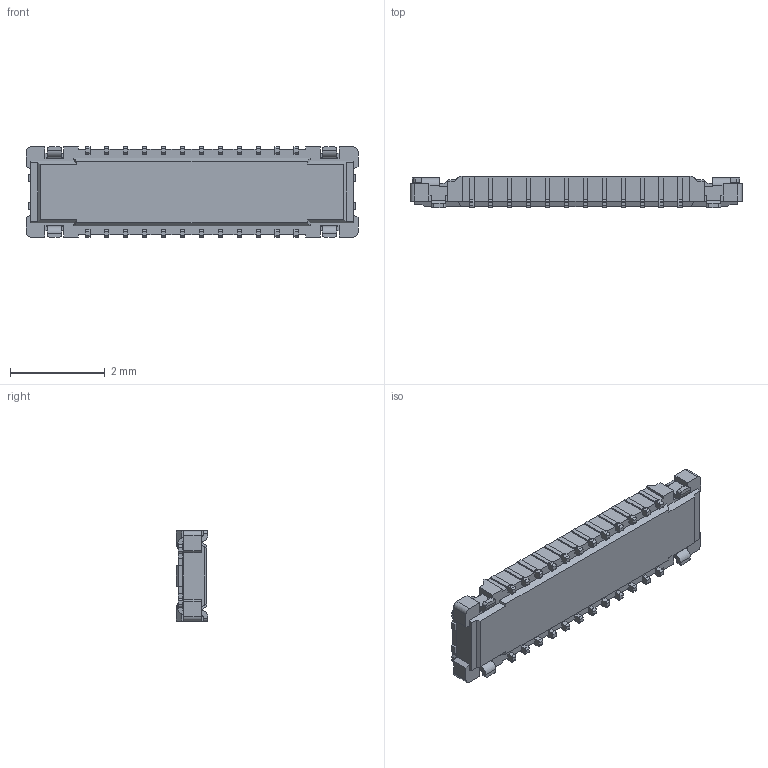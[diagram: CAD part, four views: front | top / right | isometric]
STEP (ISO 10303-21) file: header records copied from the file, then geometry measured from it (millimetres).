
FILE_DESCRIPTION((''),'2;1');
FILE_NAME('5042082410','2015-06-04T',('me'),(''),'PRO/ENGINEER BY PARAMETRIC TECHNOLOGY CORPORATION, 2011490','PRO/ENGINEER BY PARAMETRIC TECHNOLOGY CORPORATION, 2011490','');
FILE_SCHEMA(('CONFIG_CONTROL_DESIGN'));
Length unit declared in the file: millimetre
Products named in the file (1): 5042082410
Bounding box: 7 x 0.67 x 1.9 mm (x, y, z)
Volume: 5.4 mm3; surface area: 54.7 mm2
Topology: 1 solids, 1 shells, 978 faces, 2984 edges, 2024 vertices
Faces by surface type: plane 726, cylinder 248, torus 4
Entity records: 33096 total; most frequent: CARTESIAN_POINT 5940, ORIENTED_EDGE 5744, DIRECTION 5426, EDGE_CURVE 2872, VECTOR 2468, LINE 2468, VERTEX_POINT 1912, AXIS2_PLACEMENT_3D 1479
